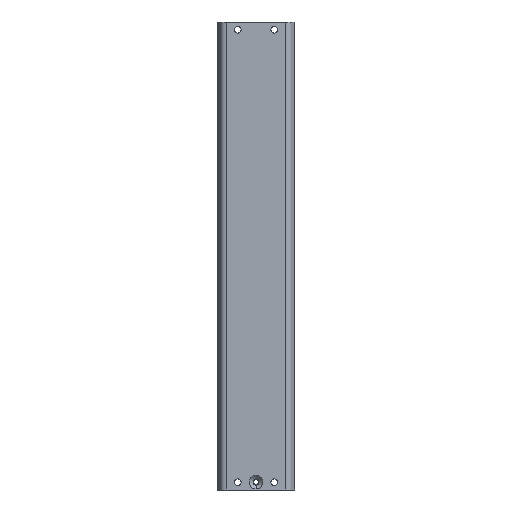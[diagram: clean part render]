
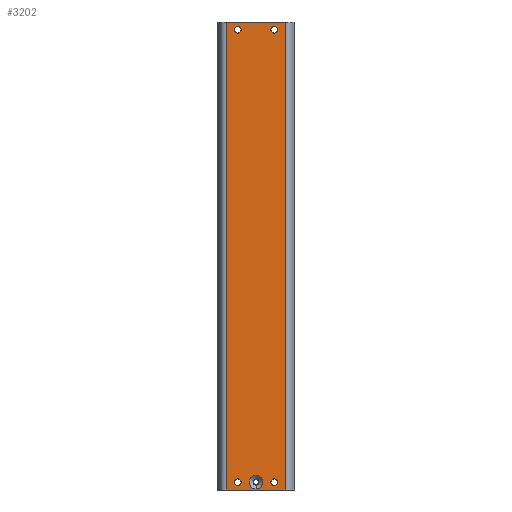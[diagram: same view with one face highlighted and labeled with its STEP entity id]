
A CAD part, left-side view. The second image highlights one B-rep face of the part: STEP entity #3202.
In plain terms, the highlighted planar face has unit normal (-1, 0, 0).
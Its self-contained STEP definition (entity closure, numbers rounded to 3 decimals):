
#13 = DIRECTION ( 'NONE',  ( 1., 0., 0. ) ) ;
#67 = DIRECTION ( 'NONE',  ( -1., 0., 0. ) ) ;
#77 = VERTEX_POINT ( 'NONE', #4347 ) ;
#106 = CARTESIAN_POINT ( 'NONE',  ( 0., 28.779, 0. ) ) ;
#122 = ORIENTED_EDGE ( 'NONE', *, *, #345, .F. ) ;
#127 = CARTESIAN_POINT ( 'NONE',  ( 0., 28.779, -450. ) ) ;
#195 = ORIENTED_EDGE ( 'NONE', *, *, #3239, .F. ) ;
#313 = EDGE_LOOP ( 'NONE', ( #386, #4106 ) ) ;
#345 = EDGE_CURVE ( 'NONE', #809, #2175, #2088, .T. ) ;
#352 = EDGE_CURVE ( 'NONE', #2550, #931, #2115, .T. ) ;
#354 = VERTEX_POINT ( 'NONE', #659 ) ;
#361 = DIRECTION ( 'NONE',  ( 1., 0., 0. ) ) ;
#386 = ORIENTED_EDGE ( 'NONE', *, *, #3315, .T. ) ;
#396 = DIRECTION ( 'NONE',  ( 0., 0., -1. ) ) ;
#406 = VERTEX_POINT ( 'NONE', #2027 ) ;
#427 = EDGE_CURVE ( 'NONE', #931, #2550, #3381, .T. ) ;
#472 = DIRECTION ( 'NONE',  ( 0., 0., 1. ) ) ;
#559 = DIRECTION ( 'NONE',  ( 1., 0., 0. ) ) ;
#583 = DIRECTION ( 'NONE',  ( -1., 0., 0. ) ) ;
#625 = ORIENTED_EDGE ( 'NONE', *, *, #1306, .T. ) ;
#633 = DIRECTION ( 'NONE',  ( 0., 0., 1. ) ) ;
#634 = DIRECTION ( 'NONE',  ( 0., 0., 1. ) ) ;
#659 = CARTESIAN_POINT ( 'NONE',  ( 0., 17.5, -10.7 ) ) ;
#661 = DIRECTION ( 'NONE',  ( 0., 0., -1. ) ) ;
#667 = AXIS2_PLACEMENT_3D ( 'NONE', #1340, #3087, #3136 ) ;
#703 = CIRCLE ( 'NONE', #3335, 3.2 ) ;
#765 = CARTESIAN_POINT ( 'NONE',  ( 0., -28.779, -450. ) ) ;
#809 = VERTEX_POINT ( 'NONE', #2046 ) ;
#895 = CARTESIAN_POINT ( 'NONE',  ( 0., 0., -436. ) ) ;
#896 = AXIS2_PLACEMENT_3D ( 'NONE', #2784, #559, #981 ) ;
#931 = VERTEX_POINT ( 'NONE', #4676 ) ;
#962 = ORIENTED_EDGE ( 'NONE', *, *, #3652, .T. ) ;
#967 = ORIENTED_EDGE ( 'NONE', *, *, #3928, .T. ) ;
#981 = DIRECTION ( 'NONE',  ( 0., 0., -1. ) ) ;
#1006 = EDGE_CURVE ( 'NONE', #3938, #406, #4002, .T. ) ;
#1015 = VERTEX_POINT ( 'NONE', #895 ) ;
#1114 = EDGE_LOOP ( 'NONE', ( #2102, #1381 ) ) ;
#1141 = CIRCLE ( 'NONE', #2813, 3.2 ) ;
#1167 = FACE_BOUND ( 'NONE', #4125, .T. ) ;
#1169 = CARTESIAN_POINT ( 'NONE',  ( 0., -17.5, -439.3 ) ) ;
#1183 = DIRECTION ( 'NONE',  ( 0., 0., 1. ) ) ;
#1192 = EDGE_LOOP ( 'NONE', ( #3904, #3435 ) ) ;
#1210 = CARTESIAN_POINT ( 'NONE',  ( 0., 28.779, -450. ) ) ;
#1306 = EDGE_CURVE ( 'NONE', #354, #1785, #1739, .T. ) ;
#1340 = CARTESIAN_POINT ( 'NONE',  ( 0., 17.5, -442.5 ) ) ;
#1371 = AXIS2_PLACEMENT_3D ( 'NONE', #1210, #4496, #1183 ) ;
#1381 = ORIENTED_EDGE ( 'NONE', *, *, #427, .T. ) ;
#1388 = EDGE_CURVE ( 'NONE', #77, #2497, #3929, .T. ) ;
#1479 = DIRECTION ( 'NONE',  ( 1., 0., 0. ) ) ;
#1552 = DIRECTION ( 'NONE',  ( 0., -1., 0. ) ) ;
#1614 = CIRCLE ( 'NONE', #4268, 3.2 ) ;
#1647 = CARTESIAN_POINT ( 'NONE',  ( 0., -17.5, -7.5 ) ) ;
#1669 = DIRECTION ( 'NONE',  ( 0., 0., -1. ) ) ;
#1720 = ORIENTED_EDGE ( 'NONE', *, *, #1006, .T. ) ;
#1739 = CIRCLE ( 'NONE', #1813, 3.2 ) ;
#1757 = CIRCLE ( 'NONE', #4026, 3.2 ) ;
#1785 = VERTEX_POINT ( 'NONE', #2135 ) ;
#1813 = AXIS2_PLACEMENT_3D ( 'NONE', #2855, #2113, #661 ) ;
#1876 = CARTESIAN_POINT ( 'NONE',  ( 0., 0., -442.5 ) ) ;
#1890 = DIRECTION ( 'NONE',  ( 0., -1., 0. ) ) ;
#1898 = AXIS2_PLACEMENT_3D ( 'NONE', #4672, #3188, #396 ) ;
#1971 = CARTESIAN_POINT ( 'NONE',  ( 0., -17.5, -442.5 ) ) ;
#2027 = CARTESIAN_POINT ( 'NONE',  ( 0., -28.779, 0. ) ) ;
#2042 = CARTESIAN_POINT ( 'NONE',  ( 0., -17.5, -445.7 ) ) ;
#2046 = CARTESIAN_POINT ( 'NONE',  ( 0., 28.779, -450. ) ) ;
#2088 = LINE ( 'NONE', #3184, #2698 ) ;
#2102 = ORIENTED_EDGE ( 'NONE', *, *, #352, .T. ) ;
#2113 = DIRECTION ( 'NONE',  ( 1., 0., 0. ) ) ;
#2115 = CIRCLE ( 'NONE', #667, 3.2 ) ;
#2135 = CARTESIAN_POINT ( 'NONE',  ( 0., 17.5, -4.3 ) ) ;
#2175 = VERTEX_POINT ( 'NONE', #3671 ) ;
#2219 = CARTESIAN_POINT ( 'NONE',  ( 0., -28.779, -450. ) ) ;
#2226 = FACE_BOUND ( 'NONE', #313, .T. ) ;
#2235 = VERTEX_POINT ( 'NONE', #4394 ) ;
#2238 = EDGE_CURVE ( 'NONE', #2235, #1015, #3023, .T. ) ;
#2300 = EDGE_LOOP ( 'NONE', ( #195, #122, #3177, #1720 ) ) ;
#2312 = FACE_OUTER_BOUND ( 'NONE', #2300, .T. ) ;
#2388 = CARTESIAN_POINT ( 'NONE',  ( 0., 0., -442.5 ) ) ;
#2497 = VERTEX_POINT ( 'NONE', #2903 ) ;
#2550 = VERTEX_POINT ( 'NONE', #2579 ) ;
#2579 = CARTESIAN_POINT ( 'NONE',  ( 0., 17.5, -445.7 ) ) ;
#2622 = ORIENTED_EDGE ( 'NONE', *, *, #3078, .T. ) ;
#2653 = AXIS2_PLACEMENT_3D ( 'NONE', #2388, #583, #633 ) ;
#2698 = VECTOR ( 'NONE', #634, 1000. ) ;
#2784 = CARTESIAN_POINT ( 'NONE',  ( 0., 17.5, -442.5 ) ) ;
#2809 = CIRCLE ( 'NONE', #2653, 6.5 ) ;
#2813 = AXIS2_PLACEMENT_3D ( 'NONE', #1971, #361, #3985 ) ;
#2855 = CARTESIAN_POINT ( 'NONE',  ( 0., 17.5, -7.5 ) ) ;
#2903 = CARTESIAN_POINT ( 'NONE',  ( 0., -17.5, -10.7 ) ) ;
#2910 = EDGE_CURVE ( 'NONE', #1015, #2235, #2809, .T. ) ;
#2915 = EDGE_LOOP ( 'NONE', ( #967, #962 ) ) ;
#2918 = DIRECTION ( 'NONE',  ( 0., 0., -1. ) ) ;
#2960 = VECTOR ( 'NONE', #1552, 1000. ) ;
#2976 = DIRECTION ( 'NONE',  ( 0., 0., 1. ) ) ;
#3023 = CIRCLE ( 'NONE', #3473, 6.5 ) ;
#3077 = DIRECTION ( 'NONE',  ( 1., 0., 0. ) ) ;
#3078 = EDGE_CURVE ( 'NONE', #1785, #354, #1757, .T. ) ;
#3087 = DIRECTION ( 'NONE',  ( 1., 0., 0. ) ) ;
#3136 = DIRECTION ( 'NONE',  ( 0., 0., -1. ) ) ;
#3177 = ORIENTED_EDGE ( 'NONE', *, *, #4151, .T. ) ;
#3184 = CARTESIAN_POINT ( 'NONE',  ( 0., 28.779, -450. ) ) ;
#3188 = DIRECTION ( 'NONE',  ( 1., 0., 0. ) ) ;
#3202 = ADVANCED_FACE ( 'NONE', ( #3303, #3386, #4082, #1167, #2226, #2312 ), #3364, .T. ) ;
#3239 = EDGE_CURVE ( 'NONE', #2175, #406, #3346, .T. ) ;
#3303 = FACE_BOUND ( 'NONE', #1192, .T. ) ;
#3315 = EDGE_CURVE ( 'NONE', #2497, #77, #703, .T. ) ;
#3335 = AXIS2_PLACEMENT_3D ( 'NONE', #1647, #3077, #1669 ) ;
#3346 = LINE ( 'NONE', #106, #2960 ) ;
#3364 = PLANE ( 'NONE',  #1371 ) ;
#3365 = LINE ( 'NONE', #127, #4336 ) ;
#3381 = CIRCLE ( 'NONE', #896, 3.2 ) ;
#3386 = FACE_BOUND ( 'NONE', #2915, .T. ) ;
#3435 = ORIENTED_EDGE ( 'NONE', *, *, #2238, .F. ) ;
#3473 = AXIS2_PLACEMENT_3D ( 'NONE', #1876, #67, #4421 ) ;
#3652 = EDGE_CURVE ( 'NONE', #3717, #3968, #1614, .T. ) ;
#3671 = CARTESIAN_POINT ( 'NONE',  ( 0., 28.779, 0. ) ) ;
#3685 = CARTESIAN_POINT ( 'NONE',  ( 0., -17.5, -442.5 ) ) ;
#3717 = VERTEX_POINT ( 'NONE', #1169 ) ;
#3904 = ORIENTED_EDGE ( 'NONE', *, *, #2910, .F. ) ;
#3928 = EDGE_CURVE ( 'NONE', #3968, #3717, #1141, .T. ) ;
#3929 = CIRCLE ( 'NONE', #1898, 3.2 ) ;
#3938 = VERTEX_POINT ( 'NONE', #2219 ) ;
#3968 = VERTEX_POINT ( 'NONE', #2042 ) ;
#3985 = DIRECTION ( 'NONE',  ( 0., 0., 1. ) ) ;
#4002 = LINE ( 'NONE', #765, #4233 ) ;
#4026 = AXIS2_PLACEMENT_3D ( 'NONE', #4309, #1479, #2918 ) ;
#4082 = FACE_BOUND ( 'NONE', #1114, .T. ) ;
#4106 = ORIENTED_EDGE ( 'NONE', *, *, #1388, .T. ) ;
#4125 = EDGE_LOOP ( 'NONE', ( #625, #2622 ) ) ;
#4151 = EDGE_CURVE ( 'NONE', #809, #3938, #3365, .T. ) ;
#4233 = VECTOR ( 'NONE', #472, 1000. ) ;
#4268 = AXIS2_PLACEMENT_3D ( 'NONE', #3685, #13, #2976 ) ;
#4309 = CARTESIAN_POINT ( 'NONE',  ( 0., 17.5, -7.5 ) ) ;
#4336 = VECTOR ( 'NONE', #1890, 1000. ) ;
#4347 = CARTESIAN_POINT ( 'NONE',  ( 0., -17.5, -4.3 ) ) ;
#4394 = CARTESIAN_POINT ( 'NONE',  ( 0., 0., -449. ) ) ;
#4421 = DIRECTION ( 'NONE',  ( 0., 0., 1. ) ) ;
#4496 = DIRECTION ( 'NONE',  ( -1., 0., 0. ) ) ;
#4672 = CARTESIAN_POINT ( 'NONE',  ( 0., -17.5, -7.5 ) ) ;
#4676 = CARTESIAN_POINT ( 'NONE',  ( 0., 17.5, -439.3 ) ) ;
